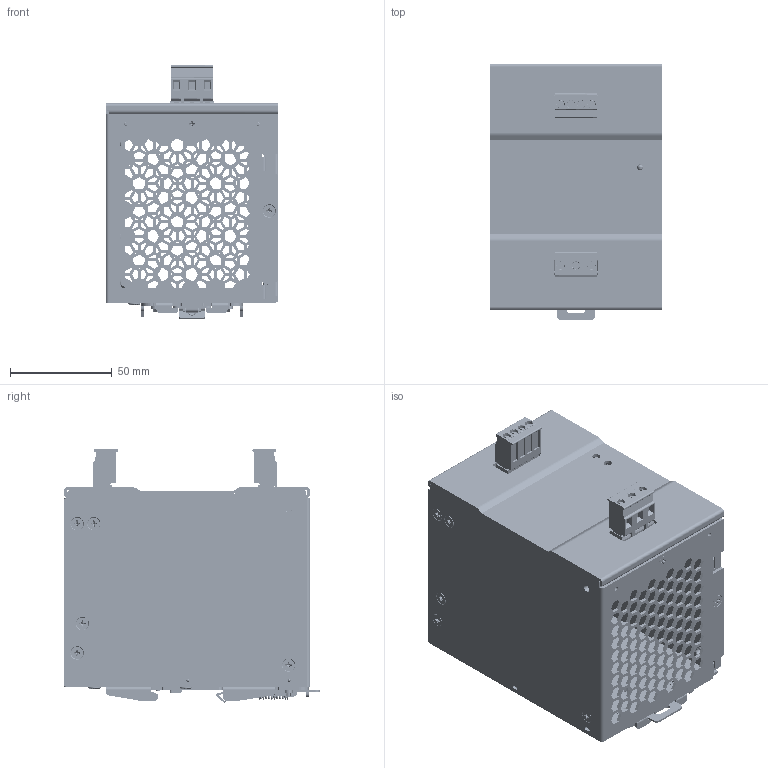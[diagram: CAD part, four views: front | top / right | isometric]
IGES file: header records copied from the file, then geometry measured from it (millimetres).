
Start section: SolidWorks IGES file using analytic representation for surfaces
Global section: file name: RZI240-24-P-3D.IGS; native system: SolidWorks 2016; preprocessor: SolidWorks 2016; author: pikusl; date: 160620.123353; units: millimetre
Bounding box: 85 x 126 x 125.22 mm (x, y, z)
Surface area: 201589.9 mm2 (no closed solid volume)
Topology: 0 solids, 0 shells, 4314 faces, 35917 edges, 35815 vertices
Faces by surface type: bspline 3194, revolution 1120
